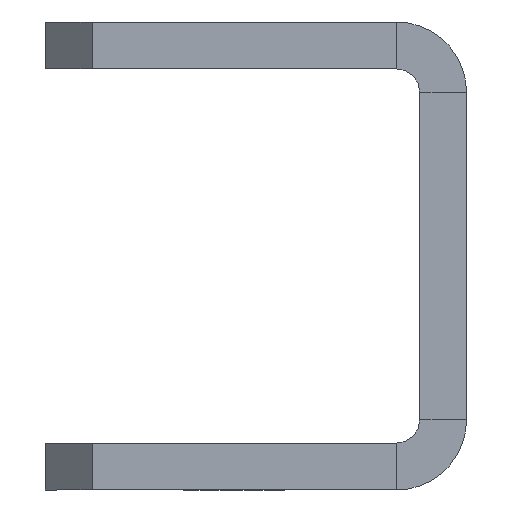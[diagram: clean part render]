
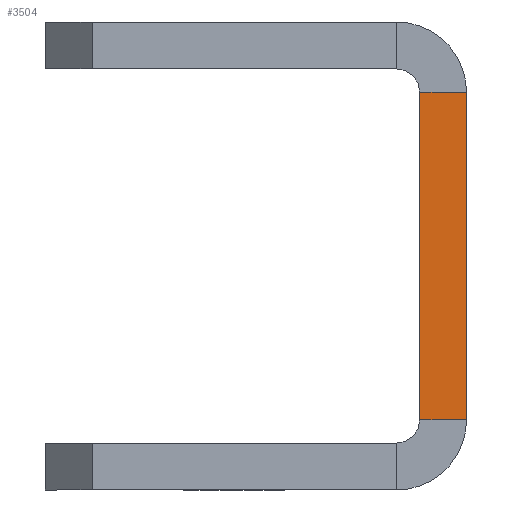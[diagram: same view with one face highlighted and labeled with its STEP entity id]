
A CAD part, left-side view. The second image highlights one B-rep face of the part: STEP entity #3504.
In plain terms, the highlighted planar face has unit normal (-1, 0, 0).
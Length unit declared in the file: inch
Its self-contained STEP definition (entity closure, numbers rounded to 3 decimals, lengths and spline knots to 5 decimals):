
#280 = VERTEX_POINT ( 'NONE', #15678 ) ;
#364 = LINE ( 'NONE', #16390, #14304 ) ;
#894 = EDGE_LOOP ( 'NONE', ( #10282, #8903, #1898, #12594 ) ) ;
#1163 = VERTEX_POINT ( 'NONE', #1756 ) ;
#1463 = DIRECTION ( 'NONE',  ( 0., 0., 1. ) ) ;
#1756 = CARTESIAN_POINT ( 'NONE',  ( 0., 0., -0.0625 ) ) ;
#1898 = ORIENTED_EDGE ( 'NONE', *, *, #3424, .T. ) ;
#2267 = VERTEX_POINT ( 'NONE', #6148 ) ;
#2652 = LINE ( 'NONE', #5602, #9134 ) ;
#3213 = DIRECTION ( 'NONE',  ( 0., -1., 0. ) ) ;
#3424 = EDGE_CURVE ( 'NONE', #280, #1163, #14276, .T. ) ;
#3504 = ADVANCED_FACE ( 'NONE', ( #14421 ), #9008, .F. ) ;
#3512 = AXIS2_PLACEMENT_3D ( 'NONE', #11582, #15402, #12814 ) ;
#5602 = CARTESIAN_POINT ( 'NONE',  ( 0., 0.125, 0. ) ) ;
#6148 = CARTESIAN_POINT ( 'NONE',  ( 0., 0.125, -0.0625 ) ) ;
#6650 = CARTESIAN_POINT ( 'NONE',  ( 0., 0., 0. ) ) ;
#6742 = VERTEX_POINT ( 'NONE', #15932 ) ;
#6804 = EDGE_CURVE ( 'NONE', #6742, #2267, #2652, .T. ) ;
#6967 = VECTOR ( 'NONE', #3213, 39.37008 ) ;
#7632 = EDGE_CURVE ( 'NONE', #6742, #280, #364, .T. ) ;
#7649 = DIRECTION ( 'NONE',  ( 0., -1., 0. ) ) ;
#8903 = ORIENTED_EDGE ( 'NONE', *, *, #7632, .T. ) ;
#9008 = PLANE ( 'NONE',  #3512 ) ;
#9134 = VECTOR ( 'NONE', #13826, 39.37008 ) ;
#10282 = ORIENTED_EDGE ( 'NONE', *, *, #6804, .F. ) ;
#10461 = LINE ( 'NONE', #10966, #6967 ) ;
#10966 = CARTESIAN_POINT ( 'NONE',  ( 0., 0.125, -0.0625 ) ) ;
#11582 = CARTESIAN_POINT ( 'NONE',  ( 0., 0.125, 0. ) ) ;
#12238 = VECTOR ( 'NONE', #1463, 39.37008 ) ;
#12594 = ORIENTED_EDGE ( 'NONE', *, *, #13886, .F. ) ;
#12814 = DIRECTION ( 'NONE',  ( 0., 0., 1. ) ) ;
#13826 = DIRECTION ( 'NONE',  ( 0., 0., 1. ) ) ;
#13886 = EDGE_CURVE ( 'NONE', #2267, #1163, #10461, .T. ) ;
#14276 = LINE ( 'NONE', #6650, #12238 ) ;
#14304 = VECTOR ( 'NONE', #7649, 39.37008 ) ;
#14421 = FACE_OUTER_BOUND ( 'NONE', #894, .T. ) ;
#15402 = DIRECTION ( 'NONE',  ( 1., 0., 0. ) ) ;
#15678 = CARTESIAN_POINT ( 'NONE',  ( 0., 0., -0.9375 ) ) ;
#15932 = CARTESIAN_POINT ( 'NONE',  ( 0., 0.125, -0.9375 ) ) ;
#16390 = CARTESIAN_POINT ( 'NONE',  ( 0., 0.125, -0.9375 ) ) ;
